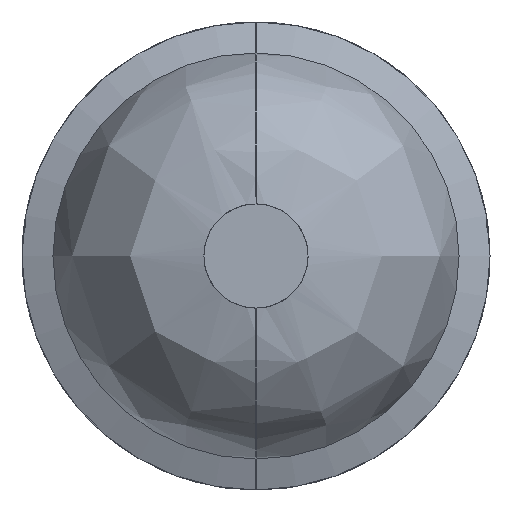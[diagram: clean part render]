
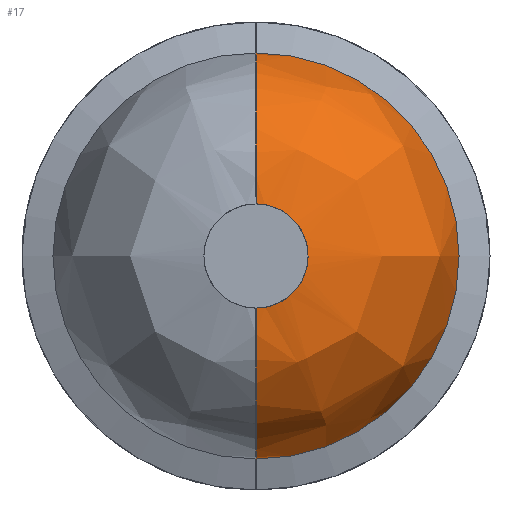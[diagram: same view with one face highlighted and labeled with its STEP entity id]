
A CAD part, front view. The second image highlights one B-rep face of the part: STEP entity #17.
In plain terms, the highlighted free-form (B-spline) face has degree [3, 3] with [4, 4] control points.
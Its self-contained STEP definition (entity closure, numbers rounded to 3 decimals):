
#17 = ADVANCED_FACE('',(#18),#56,.T.);
#18 = FACE_BOUND('',#19,.T.);
#19 = EDGE_LOOP('',(#20,#31,#40,#49));
#20 = ORIENTED_EDGE('',*,*,#21,.T.);
#21 = EDGE_CURVE('',#22,#24,#26,.T.);
#22 = VERTEX_POINT('',#23);
#23 = CARTESIAN_POINT('',(0.,0.508,-0.683));
#24 = VERTEX_POINT('',#25);
#25 = CARTESIAN_POINT('',(0.,0.508,0.683));
#26 = CIRCLE('',#27,0.683);
#27 = AXIS2_PLACEMENT_3D('',#28,#29,#30);
#28 = CARTESIAN_POINT('',(0.,0.508,0.));
#29 = DIRECTION('',(0.,-1.,0.));
#30 = DIRECTION('',(0.,0.,-1.));
#31 = ORIENTED_EDGE('',*,*,#32,.T.);
#32 = EDGE_CURVE('',#24,#33,#35,.T.);
#33 = VERTEX_POINT('',#34);
#34 = CARTESIAN_POINT('',(0.,0.,0.175
    ));
#35 = CIRCLE('',#36,0.508);
#36 = AXIS2_PLACEMENT_3D('',#37,#38,#39);
#37 = CARTESIAN_POINT('',(0.,0.508,0.175));
#38 = DIRECTION('',(1.,0.,0.));
#39 = DIRECTION('',(0.,0.,1.));
#40 = ORIENTED_EDGE('',*,*,#41,.T.);
#41 = EDGE_CURVE('',#33,#42,#44,.T.);
#42 = VERTEX_POINT('',#43);
#43 = CARTESIAN_POINT('',(0.,0.,
    -0.175));
#44 = CIRCLE('',#45,0.175);
#45 = AXIS2_PLACEMENT_3D('',#46,#47,#48);
#46 = CARTESIAN_POINT('',(0.,0.,0.));
#47 = DIRECTION('',(0.,1.,0.));
#48 = DIRECTION('',(0.,0.,1.));
#49 = ORIENTED_EDGE('',*,*,#50,.T.);
#50 = EDGE_CURVE('',#42,#22,#51,.T.);
#51 = CIRCLE('',#52,0.508);
#52 = AXIS2_PLACEMENT_3D('',#53,#54,#55);
#53 = CARTESIAN_POINT('',(0.,0.508,-0.175));
#54 = DIRECTION('',(1.,0.,0.));
#55 = DIRECTION('',(0.,-1.,0.));
#56 = ( BOUNDED_SURFACE() B_SPLINE_SURFACE(3,3,(
    (#57,#58,#59,#60)
    ,(#61,#62,#63,#64)
    ,(#65,#66,#67,#68)
    ,(#69,#70,#71,#72
)),.UNSPECIFIED.,.F.,.F.,.F.) B_SPLINE_SURFACE_WITH_KNOTS((4,4),(4,4),(
    0.,1.),(0.,1.),.PIECEWISE_BEZIER_KNOTS.) 
GEOMETRIC_REPRESENTATION_ITEM() RATIONAL_B_SPLINE_SURFACE((
    (1.,0.333,0.333,1.)
    ,(0.805,0.268,0.268,0.805)
    ,(0.805,0.268,0.268,0.805)
,(1.,0.333,0.333,1.
))) REPRESENTATION_ITEM('') SURFACE() );
#57 = CARTESIAN_POINT('',(0.,0.,-0.175));
#58 = CARTESIAN_POINT('',(0.351,0.,-0.175));
#59 = CARTESIAN_POINT('',(0.351,0.,0.175));
#60 = CARTESIAN_POINT('',(0.,0.,0.175));
#61 = CARTESIAN_POINT('',(0.,0.,-0.473));
#62 = CARTESIAN_POINT('',(0.946,0.,-0.473));
#63 = CARTESIAN_POINT('',(0.946,0.,0.473));
#64 = CARTESIAN_POINT('',(0.,0.,0.473));
#65 = CARTESIAN_POINT('',(0.,0.21,-0.683));
#66 = CARTESIAN_POINT('',(1.367,0.21,-0.683));
#67 = CARTESIAN_POINT('',(1.367,0.21,0.683));
#68 = CARTESIAN_POINT('',(0.,0.21,0.683));
#69 = CARTESIAN_POINT('',(0.,0.508,-0.683));
#70 = CARTESIAN_POINT('',(1.367,0.508,-0.683));
#71 = CARTESIAN_POINT('',(1.367,0.508,0.683));
#72 = CARTESIAN_POINT('',(0.,0.508,0.683));
